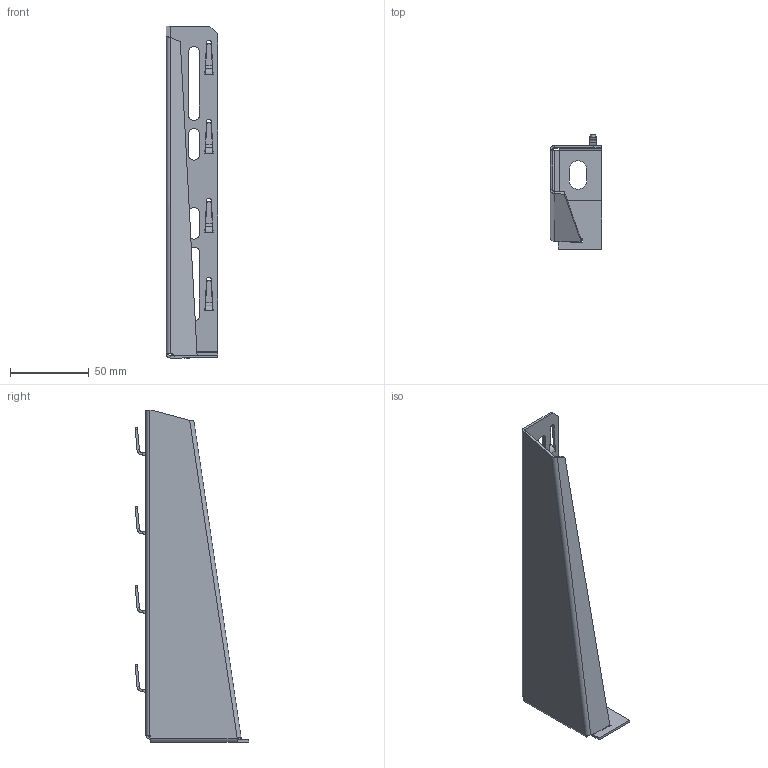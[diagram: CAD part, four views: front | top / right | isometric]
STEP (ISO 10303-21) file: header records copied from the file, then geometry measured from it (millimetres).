
FILE_DESCRIPTION (( 'STEP AP214' ), '1' );
FILE_NAME ('6424608.stp', '2016-08-23T08:08:35', ( '' ), ( '' ), 'SwSTEP 2.0', 'SolidWorks 2014', '' );
FILE_SCHEMA (( 'AUTOMOTIVE_DESIGN' ));
Length unit declared in the file: millimetre
Products named in the file (2): KTS 04.019-086_MWAG; 6424608
Assembly tree (1 placements, depth 2):
  6424608
    KTS 04.019-086_MWAG
Bounding box: 32.54 x 72.13 x 210.3 mm (x, y, z)
Volume: 29272.3 mm3; surface area: 41316 mm2
Topology: 1 solids, 1 shells, 194 faces, 472 edges, 280 vertices
Faces by surface type: plane 123, cylinder 51, bspline 20
Entity records: 6136 total; most frequent: CARTESIAN_POINT 1710, ORIENTED_EDGE 944, DIRECTION 810, EDGE_CURVE 472, VECTOR 330, LINE 330, VERTEX_POINT 280, AXIS2_PLACEMENT_3D 240
